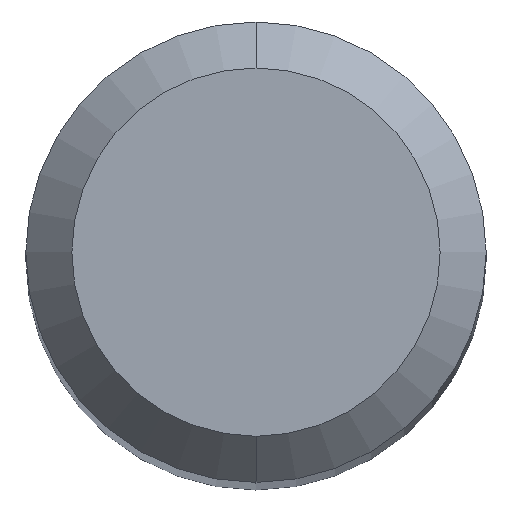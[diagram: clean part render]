
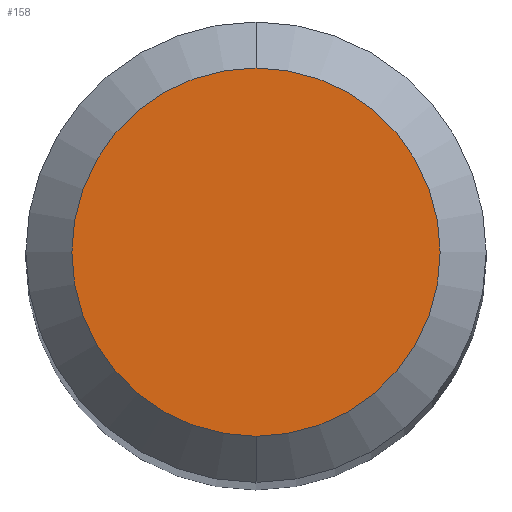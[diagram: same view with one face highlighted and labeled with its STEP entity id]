
A CAD part, top view. The second image highlights one B-rep face of the part: STEP entity #158.
In plain terms, the highlighted planar face has unit normal (0, 0, 1).
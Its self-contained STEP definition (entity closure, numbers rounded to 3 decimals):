
#6 = FACE_OUTER_BOUND ( 'NONE', #285, .T. ) ;
#18 = AXIS2_PLACEMENT_3D ( 'NONE', #272, #80, #103 ) ;
#23 = VERTEX_POINT ( 'NONE', #163 ) ;
#28 = DIRECTION ( 'NONE',  ( 0., 1., 0. ) ) ;
#42 = CARTESIAN_POINT ( 'NONE',  ( 0., 0., 50. ) ) ;
#52 = PLANE ( 'NONE',  #154 ) ;
#57 = CARTESIAN_POINT ( 'NONE',  ( 0., -2., 50. ) ) ;
#58 = CARTESIAN_POINT ( 'NONE',  ( 0., 0., 50. ) ) ;
#61 = EDGE_CURVE ( 'NONE', #23, #112, #233, .T. ) ;
#80 = DIRECTION ( 'NONE',  ( 0., 0., -1. ) ) ;
#103 = DIRECTION ( 'NONE',  ( 0., 1., 0. ) ) ;
#112 = VERTEX_POINT ( 'NONE', #57 ) ;
#146 = DIRECTION ( 'NONE',  ( 0., 0., -1. ) ) ;
#152 = ORIENTED_EDGE ( 'NONE', *, *, #284, .F. ) ;
#154 = AXIS2_PLACEMENT_3D ( 'NONE', #58, #146, #28 ) ;
#158 = ADVANCED_FACE ( 'NONE', ( #6 ), #52, .F. ) ;
#163 = CARTESIAN_POINT ( 'NONE',  ( 0., 2., 50. ) ) ;
#174 = DIRECTION ( 'NONE',  ( 0., 1., 0. ) ) ;
#182 = CIRCLE ( 'NONE', #280, 2. ) ;
#192 = DIRECTION ( 'NONE',  ( 0., 0., -1. ) ) ;
#197 = ORIENTED_EDGE ( 'NONE', *, *, #61, .F. ) ;
#233 = CIRCLE ( 'NONE', #18, 2. ) ;
#272 = CARTESIAN_POINT ( 'NONE',  ( 0., 0., 50. ) ) ;
#280 = AXIS2_PLACEMENT_3D ( 'NONE', #42, #192, #174 ) ;
#284 = EDGE_CURVE ( 'NONE', #112, #23, #182, .T. ) ;
#285 = EDGE_LOOP ( 'NONE', ( #197, #152 ) ) ;
